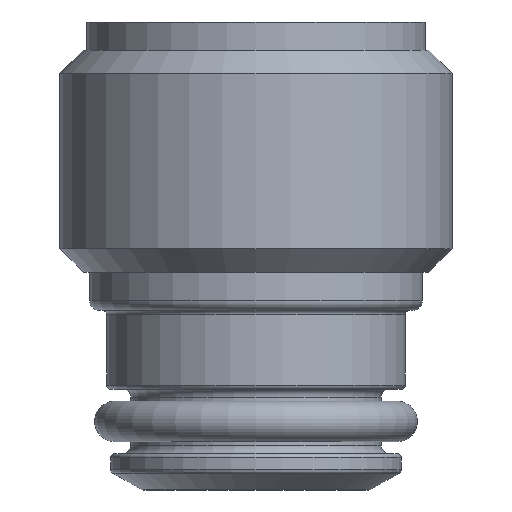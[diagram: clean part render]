
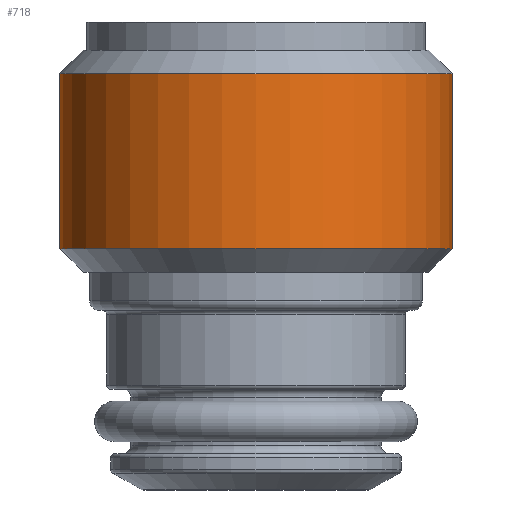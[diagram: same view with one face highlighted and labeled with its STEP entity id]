
A CAD part, front view. The second image highlights one B-rep face of the part: STEP entity #718.
In plain terms, the highlighted cylindrical face has radius 4.864 mm (diameter 9.728 mm), a full revolution.
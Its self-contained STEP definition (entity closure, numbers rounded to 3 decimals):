
#71=CYLINDRICAL_SURFACE('',#766,4.864);
#86=ORIENTED_EDGE('',*,*,#179,.F.);
#87=ORIENTED_EDGE('',*,*,#178,.T.);
#178=EDGE_CURVE('',#226,#226,#268,.T.);
#179=EDGE_CURVE('',#227,#227,#269,.T.);
#226=VERTEX_POINT('',#995);
#227=VERTEX_POINT('',#998);
#268=CIRCLE('',#765,4.864);
#269=CIRCLE('',#767,4.864);
#302=EDGE_LOOP('',(#86));
#303=EDGE_LOOP('',(#87));
#370=FACE_BOUND('',#302,.T.);
#371=FACE_BOUND('',#303,.T.);
#718=ADVANCED_FACE('',(#370,#371),#71,.T.);
#765=AXIS2_PLACEMENT_3D('',#994,#843,#844);
#766=AXIS2_PLACEMENT_3D('',#996,#845,#846);
#767=AXIS2_PLACEMENT_3D('',#997,#847,#848);
#843=DIRECTION('',(0.,0.,-1.));
#844=DIRECTION('',(-1.,0.,0.));
#845=DIRECTION('',(0.,0.,-1.));
#846=DIRECTION('',(-1.,0.,0.));
#847=DIRECTION('',(0.,0.,-1.));
#848=DIRECTION('',(-1.,0.,0.));
#994=CARTESIAN_POINT('',(0.,0.,-1.281));
#995=CARTESIAN_POINT('',(-4.864,0.,-1.281));
#996=CARTESIAN_POINT('',(0.,0.,-11.6));
#997=CARTESIAN_POINT('',(0.,0.,-5.619));
#998=CARTESIAN_POINT('',(-4.864,0.,-5.619));
